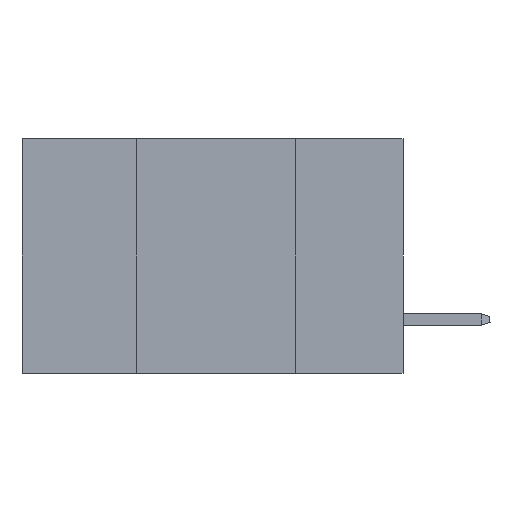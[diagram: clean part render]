
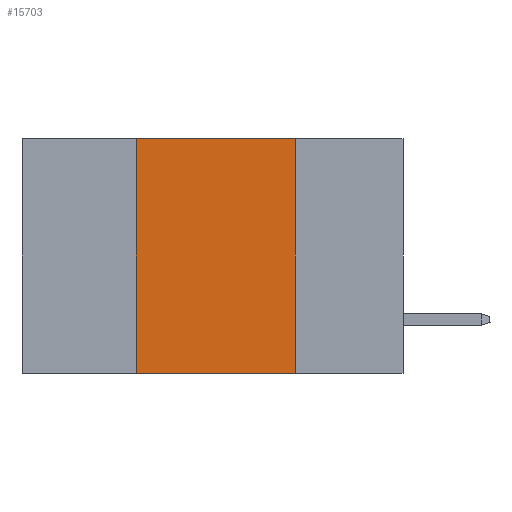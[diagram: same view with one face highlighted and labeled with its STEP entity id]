
A CAD part, left-side view. The second image highlights one B-rep face of the part: STEP entity #15703.
In plain terms, the highlighted planar face has unit normal (-1, 0, 0).
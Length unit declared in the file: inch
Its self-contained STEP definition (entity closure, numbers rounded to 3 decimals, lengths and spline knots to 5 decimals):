
#3177 = CARTESIAN_POINT ( 'NONE',  ( 0., 0.42, -0.37 ) ) ;
#5505 = VERTEX_POINT ( 'NONE', #3177 ) ;
#7271 = PLANE ( 'NONE',  #10377 ) ;
#7673 = CARTESIAN_POINT ( 'NONE',  ( 0., 0.42, 0. ) ) ;
#8572 = VECTOR ( 'NONE', #27437, 39.37008 ) ;
#8938 = LINE ( 'NONE', #19281, #22284 ) ;
#9759 = EDGE_CURVE ( 'NONE', #38991, #33185, #22951, .T. ) ;
#10377 = AXIS2_PLACEMENT_3D ( 'NONE', #29185, #29407, #21632 ) ;
#11498 = CARTESIAN_POINT ( 'NONE',  ( 0., 0.42, 0. ) ) ;
#11862 = EDGE_CURVE ( 'NONE', #22054, #38991, #8938, .T. ) ;
#13344 = ORIENTED_EDGE ( 'NONE', *, *, #9759, .F. ) ;
#13375 = VECTOR ( 'NONE', #33577, 39.37008 ) ;
#15703 = ADVANCED_FACE ( 'NONE', ( #36506 ), #7271, .F. ) ;
#18511 = CARTESIAN_POINT ( 'NONE',  ( 0., 0.17, -0.37 ) ) ;
#19281 = CARTESIAN_POINT ( 'NONE',  ( 0., 0.6, 0. ) ) ;
#20055 = EDGE_LOOP ( 'NONE', ( #13344, #39768, #37452, #26674 ) ) ;
#21632 = DIRECTION ( 'NONE',  ( 0., 0., -1. ) ) ;
#21865 = LINE ( 'NONE', #11498, #43117 ) ;
#22054 = VERTEX_POINT ( 'NONE', #7673 ) ;
#22284 = VECTOR ( 'NONE', #33702, 39.37008 ) ;
#22951 = LINE ( 'NONE', #41365, #8572 ) ;
#23185 = LINE ( 'NONE', #44194, #13375 ) ;
#26189 = EDGE_CURVE ( 'NONE', #5505, #22054, #21865, .T. ) ;
#26674 = ORIENTED_EDGE ( 'NONE', *, *, #40976, .T. ) ;
#27072 = CARTESIAN_POINT ( 'NONE',  ( 0., 0.17, 0. ) ) ;
#27437 = DIRECTION ( 'NONE',  ( 0., 0., -1. ) ) ;
#29185 = CARTESIAN_POINT ( 'NONE',  ( 0., 0.6, 0. ) ) ;
#29200 = DIRECTION ( 'NONE',  ( 0., 0., 1. ) ) ;
#29407 = DIRECTION ( 'NONE',  ( 1., 0., 0. ) ) ;
#33185 = VERTEX_POINT ( 'NONE', #18511 ) ;
#33577 = DIRECTION ( 'NONE',  ( 0., -1., 0. ) ) ;
#33702 = DIRECTION ( 'NONE',  ( 0., -1., 0. ) ) ;
#36506 = FACE_OUTER_BOUND ( 'NONE', #20055, .T. ) ;
#37452 = ORIENTED_EDGE ( 'NONE', *, *, #26189, .F. ) ;
#38991 = VERTEX_POINT ( 'NONE', #27072 ) ;
#39768 = ORIENTED_EDGE ( 'NONE', *, *, #11862, .F. ) ;
#40976 = EDGE_CURVE ( 'NONE', #5505, #33185, #23185, .T. ) ;
#41365 = CARTESIAN_POINT ( 'NONE',  ( 0., 0.17, 0. ) ) ;
#43117 = VECTOR ( 'NONE', #29200, 39.37008 ) ;
#44194 = CARTESIAN_POINT ( 'NONE',  ( 0., 0.6, -0.37 ) ) ;
